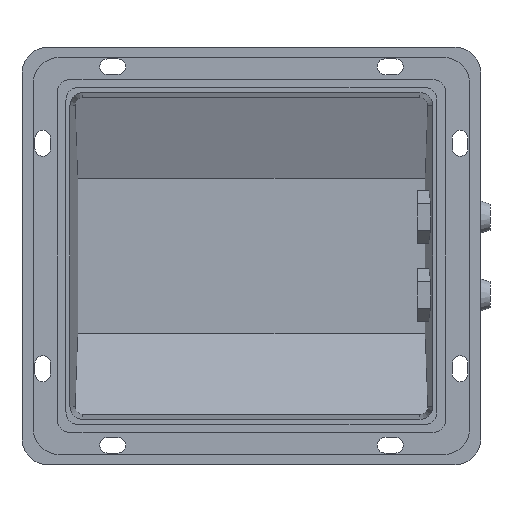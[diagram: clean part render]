
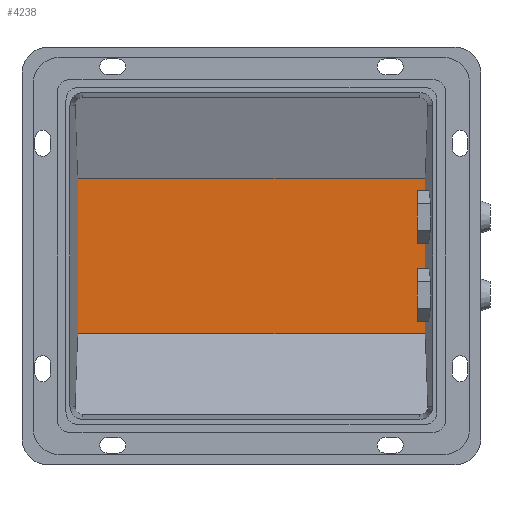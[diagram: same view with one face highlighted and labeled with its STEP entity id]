
A CAD part, front view. The second image highlights one B-rep face of the part: STEP entity #4238.
In plain terms, the highlighted planar face has unit normal (0, -1, 0).
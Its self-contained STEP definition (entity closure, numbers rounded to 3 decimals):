
#188=PLANE('',#4614);
#412=FACE_OUTER_BOUND('',#670,.T.);
#670=EDGE_LOOP('',(#3594,#3595,#3596,#3597));
#1216=LINE('',#8796,#1614);
#1225=LINE('',#8823,#1623);
#1247=LINE('',#8880,#1645);
#1248=LINE('',#8882,#1646);
#1614=VECTOR('',#5496,10.);
#1623=VECTOR('',#5521,10.);
#1645=VECTOR('',#5583,10.);
#1646=VECTOR('',#5586,10.);
#2039=VERTEX_POINT('',#8792);
#2041=VERTEX_POINT('',#8795);
#2049=VERTEX_POINT('',#8819);
#2051=VERTEX_POINT('',#8822);
#2562=EDGE_CURVE('',#2039,#2041,#1216,.T.);
#2575=EDGE_CURVE('',#2049,#2051,#1225,.T.);
#2605=EDGE_CURVE('',#2039,#2051,#1247,.T.);
#2606=EDGE_CURVE('',#2049,#2041,#1248,.T.);
#3594=ORIENTED_EDGE('',*,*,#2562,.F.);
#3595=ORIENTED_EDGE('',*,*,#2605,.T.);
#3596=ORIENTED_EDGE('',*,*,#2575,.F.);
#3597=ORIENTED_EDGE('',*,*,#2606,.T.);
#4238=ADVANCED_FACE('',(#412),#188,.F.);
#4614=AXIS2_PLACEMENT_3D('',#8883,#5587,#5588);
#5496=DIRECTION('',(1.,0.,0.));
#5521=DIRECTION('',(-1.,0.,0.));
#5583=DIRECTION('',(0.,0.,-1.));
#5586=DIRECTION('',(0.,0.,1.));
#5587=DIRECTION('center_axis',(0.,1.,0.));
#5588=DIRECTION('ref_axis',(0.,0.,1.));
#8792=CARTESIAN_POINT('',(-67.025,34.,30.025));
#8795=CARTESIAN_POINT('',(67.025,34.,30.025));
#8796=CARTESIAN_POINT('',(32.5,34.,30.025));
#8819=CARTESIAN_POINT('',(67.025,34.,-30.025));
#8822=CARTESIAN_POINT('',(-67.025,34.,-30.025));
#8823=CARTESIAN_POINT('',(-32.5,34.,-30.025));
#8880=CARTESIAN_POINT('',(-67.025,34.,-58.));
#8882=CARTESIAN_POINT('',(67.025,34.,58.));
#8883=CARTESIAN_POINT('Origin',(0.,34.,0.));
